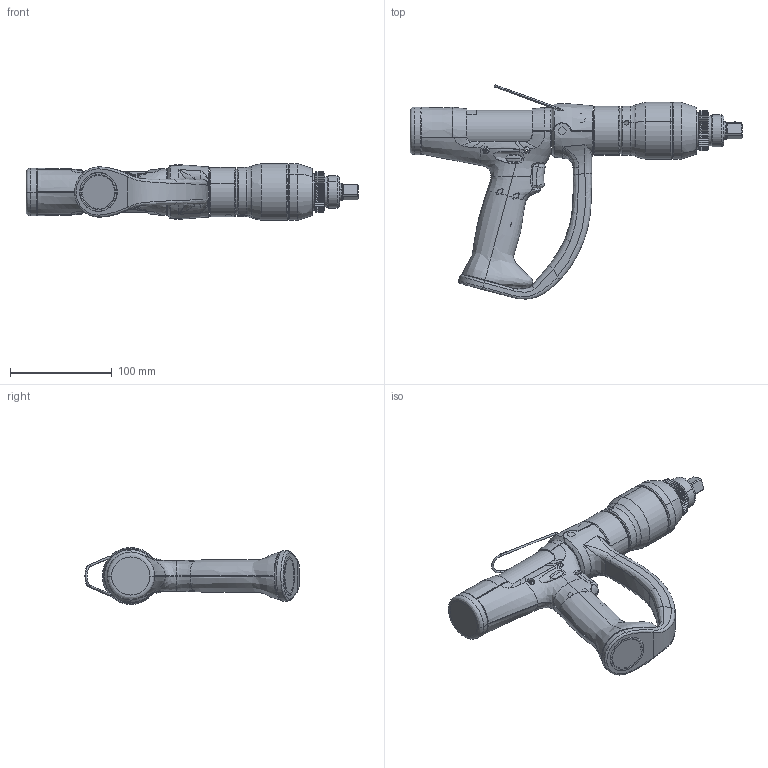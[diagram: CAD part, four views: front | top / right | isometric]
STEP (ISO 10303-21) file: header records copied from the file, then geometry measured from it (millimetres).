
FILE_DESCRIPTION((''),'2;1');
FILE_NAME('50EPN125KD4_SW0002','2018-11-27T',('A1X81'),(''),'CREO PARAMETRIC BY PTC INC, 2016050','CREO PARAMETRIC BY PTC INC, 2016050','');
FILE_SCHEMA(('CONFIG_CONTROL_DESIGN'));
Products named in the file (1): 50EPN125KD4_SW0002
Bounding box: 326.83 x 210.75 x 55.99 mm (x, y, z)
Surface area: 98684.4 mm2 (no closed solid volume)
Topology: 0 solids, 61 shells, 792 faces, 2328 edges, 1531 vertices
Faces by surface type: bspline 361, cylinder 144, extrusion 101, torus 52, cone 45, plane 44, sphere 39, revolution 6
Entity records: 116979 total; most frequent: CARTESIAN_POINT 99653, ORIENTED_EDGE 3851, DIRECTION 2646, EDGE_CURVE 2316, VERTEX_POINT 1531, B_SPLINE_CURVE_WITH_KNOTS 1276, AXIS2_PLACEMENT_3D 1068, EDGE_LOOP 792
